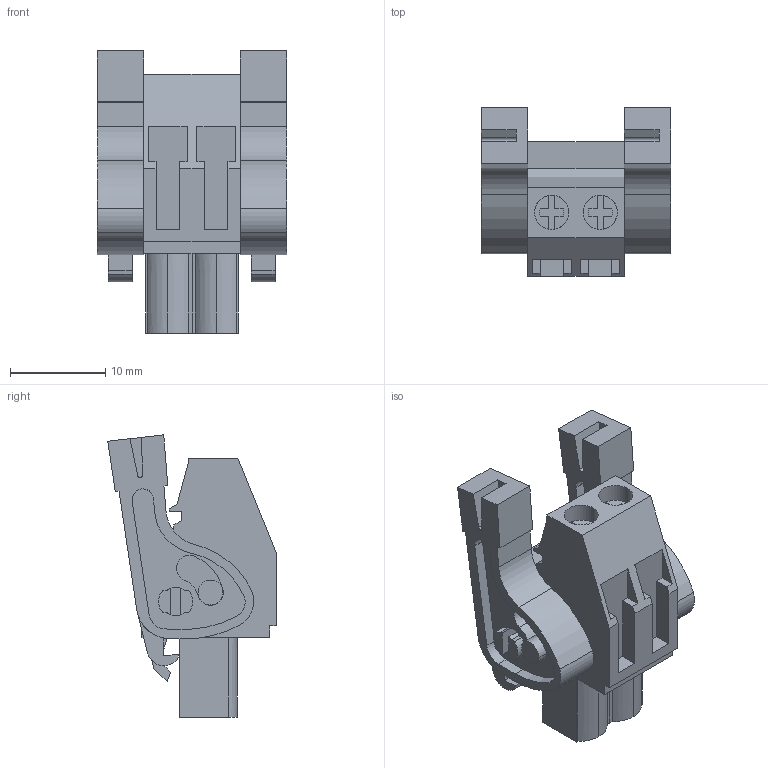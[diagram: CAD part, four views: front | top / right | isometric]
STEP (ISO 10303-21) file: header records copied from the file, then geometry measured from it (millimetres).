
FILE_DESCRIPTION(('CATIA V5 STEP','CAx-IF Rec.Pracs.--- Model Styling and Organization---1.2---2011-12-15'),'2;1');
FILE_NAME ('D1448361_0_1087250000_1087250000.stp','2017-09-09T07:12:29+00:00',('none'),('Weidmueller'),'CATIA Version 5-6 Release 2014','CATIA V5 STEP AP214','none');
FILE_SCHEMA(('AUTOMOTIVE_DESIGN { 1 0 10303 214 1 1 1 1 }'));
Length unit declared in the file: millimetre
Products named in the file (1): 1087250000
Bounding box: 19.86 x 17.69 x 29.65 mm (x, y, z)
Volume: 3524.3 mm3; surface area: 3647.7 mm2
Topology: 5 solids, 5 shells, 310 faces, 839 edges, 560 vertices
Faces by surface type: plane 222, cylinder 84, extrusion 4
Entity records: 9487 total; most frequent: CARTESIAN_POINT 1835, ORIENTED_EDGE 1678, DIRECTION 1345, EDGE_CURVE 839, VECTOR 639, LINE 635, VERTEX_POINT 560, AXIS2_PLACEMENT_3D 442
